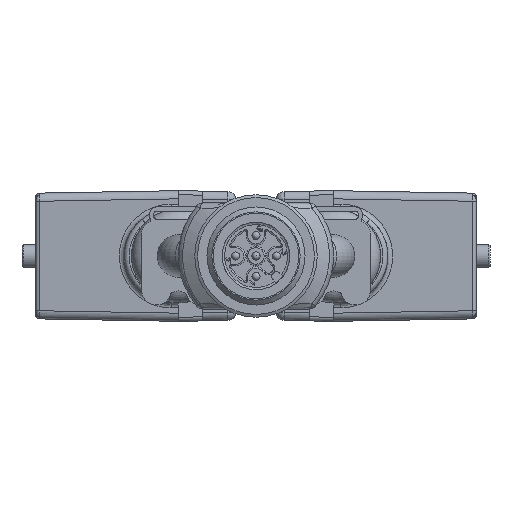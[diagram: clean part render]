
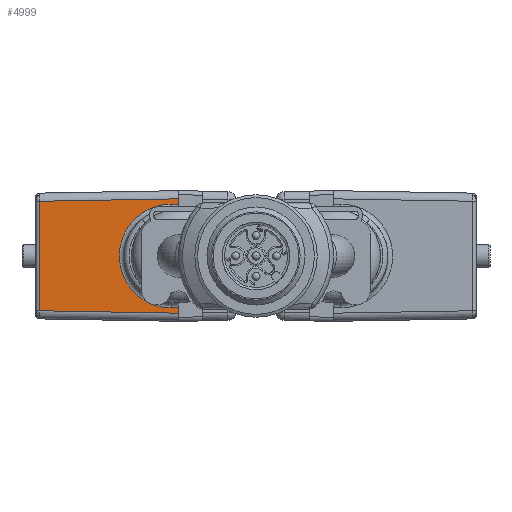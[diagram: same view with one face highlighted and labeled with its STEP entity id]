
A CAD part, front view. The second image highlights one B-rep face of the part: STEP entity #4999.
In plain terms, the highlighted planar face has unit normal (-0.018, -1, 0).
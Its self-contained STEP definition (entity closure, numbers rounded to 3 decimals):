
#44=ELLIPSE('',#17425,6.351,6.35);
#824=FACE_OUTER_BOUND('',#6625,.T.);
#1366=PLANE('',#17426);
#2507=LINE('',#28977,#3831);
#2508=LINE('',#28979,#3832);
#2509=LINE('',#28981,#3833);
#2510=LINE('',#28983,#3834);
#2511=LINE('',#28985,#3835);
#2512=LINE('',#28987,#3836);
#2513=LINE('',#28989,#3837);
#3831=VECTOR('',#20885,1.);
#3832=VECTOR('',#20886,1.);
#3833=VECTOR('',#20887,1.);
#3834=VECTOR('',#20888,1.);
#3835=VECTOR('',#20889,1.);
#3836=VECTOR('',#20890,1.);
#3837=VECTOR('',#20891,1.);
#4999=ADVANCED_FACE('',(#824),#1366,.F.);
#6625=EDGE_LOOP('',(#9807,#9808,#9809,#9810,#9811,#9812,#9813,#9814));
#9807=ORIENTED_EDGE('',*,*,#14647,.T.);
#9808=ORIENTED_EDGE('',*,*,#14648,.T.);
#9809=ORIENTED_EDGE('',*,*,#14649,.T.);
#9810=ORIENTED_EDGE('',*,*,#14650,.T.);
#9811=ORIENTED_EDGE('',*,*,#14651,.T.);
#9812=ORIENTED_EDGE('',*,*,#14652,.T.);
#9813=ORIENTED_EDGE('',*,*,#14653,.T.);
#9814=ORIENTED_EDGE('',*,*,#14654,.T.);
#12677=VERTEX_POINT('',#28975);
#12678=VERTEX_POINT('',#28976);
#12679=VERTEX_POINT('',#28978);
#12680=VERTEX_POINT('',#28980);
#12681=VERTEX_POINT('',#28982);
#12682=VERTEX_POINT('',#28984);
#12683=VERTEX_POINT('',#28986);
#12684=VERTEX_POINT('',#28988);
#14647=EDGE_CURVE('',#12677,#12678,#44,.T.);
#14648=EDGE_CURVE('',#12678,#12679,#2507,.T.);
#14649=EDGE_CURVE('',#12679,#12680,#2508,.T.);
#14650=EDGE_CURVE('',#12680,#12681,#2509,.T.);
#14651=EDGE_CURVE('',#12681,#12682,#2510,.T.);
#14652=EDGE_CURVE('',#12682,#12683,#2511,.T.);
#14653=EDGE_CURVE('',#12683,#12684,#2512,.T.);
#14654=EDGE_CURVE('',#12684,#12677,#2513,.T.);
#17425=AXIS2_PLACEMENT_3D('',#28974,#20883,#20884);
#17426=AXIS2_PLACEMENT_3D('',#28990,#20892,#20893);
#20883=DIRECTION('',(0.017,1.,0.));
#20884=DIRECTION('',(-1.,0.017,0.));
#20885=DIRECTION('',(1.,-0.017,0.));
#20886=DIRECTION('',(0.,0.,1.));
#20887=DIRECTION('',(-1.,0.017,-0.017));
#20888=DIRECTION('',(0.,0.,-1.));
#20889=DIRECTION('',(1.,-0.017,-0.017));
#20890=DIRECTION('',(0.,0.,1.));
#20891=DIRECTION('',(-1.,0.017,0.));
#20892=DIRECTION('',(0.017,1.,0.));
#20893=DIRECTION('',(-1.,0.017,0.));
#28974=CARTESIAN_POINT('',(57.296,41.772,0.));
#28975=CARTESIAN_POINT('',(57.296,41.772,-6.35));
#28976=CARTESIAN_POINT('',(57.296,41.772,6.35));
#28977=CARTESIAN_POINT('',(65.435,41.63,6.35));
#28978=CARTESIAN_POINT('',(58.186,41.756,6.35));
#28979=CARTESIAN_POINT('',(58.186,41.756,5.75));
#28980=CARTESIAN_POINT('',(58.186,41.756,7.));
#28981=CARTESIAN_POINT('',(40.753,42.061,6.696));
#28982=CARTESIAN_POINT('',(41.129,42.054,6.702));
#28983=CARTESIAN_POINT('',(41.129,42.054,-8.));
#28984=CARTESIAN_POINT('',(41.129,42.054,-6.702));
#28985=CARTESIAN_POINT('',(58.203,41.756,-7.));
#28986=CARTESIAN_POINT('',(58.186,41.756,-7.));
#28987=CARTESIAN_POINT('',(58.186,41.756,-7.5));
#28988=CARTESIAN_POINT('',(58.186,41.756,-6.35));
#28989=CARTESIAN_POINT('',(65.435,41.63,-6.35));
#28990=CARTESIAN_POINT('',(65.435,41.63,-8.));
